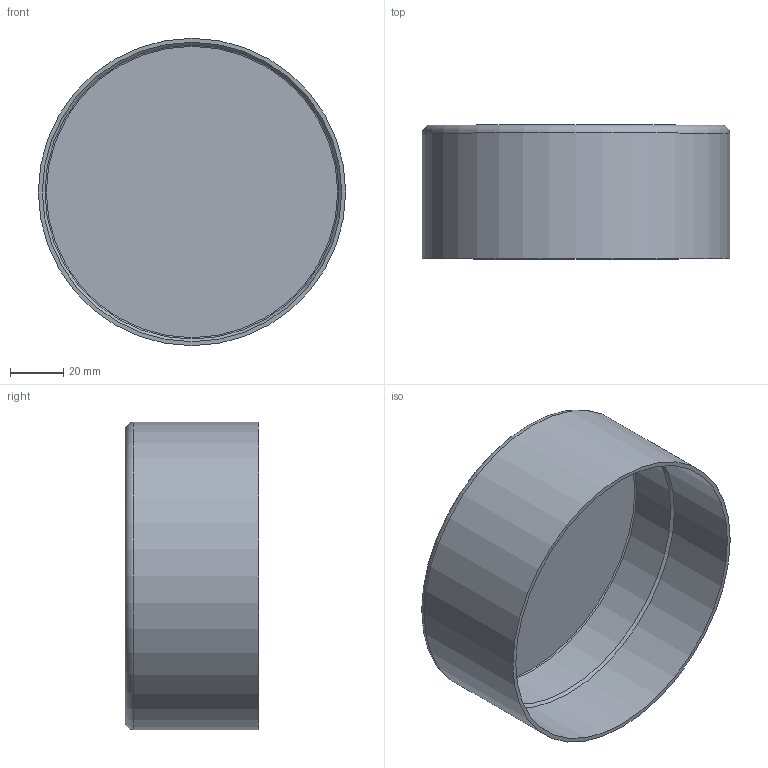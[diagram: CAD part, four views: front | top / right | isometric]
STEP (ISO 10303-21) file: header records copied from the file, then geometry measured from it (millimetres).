
FILE_DESCRIPTION (( 'STEP AP214' ), '1' );
FILE_NAME ('CTA12D-Z110-K02 Çàãëóøêà äëÿ äâóñòåííîé òðóáû d110.STEP', '2016-06-21T08:31:34', ( '' ), ( '' ), 'SwSTEP 2.0', 'SolidWorks 2014', '' );
FILE_SCHEMA (( 'AUTOMOTIVE_DESIGN' ));
Length unit declared in the file: millimetre
Products named in the file (1): CTA12D-Z110-K02 Çàãëóøêà äëÿ äâóñòåííîé òðóáû d110
Bounding box: 115 x 50 x 115 mm (x, y, z)
Volume: 57327.9 mm3; surface area: 54684.1 mm2
Topology: 1 solids, 1 shells, 9 faces, 15 edges, 9 vertices
Faces by surface type: cylinder 3, plane 3, torus 2, cone 1
Full cylindrical faces by diameter (mm): 110 x1, 112 x1, 115 x1
Entity records: 208 total; most frequent: DIRECTION 36, CARTESIAN_POINT 26, AXIS2_PLACEMENT_3D 18, ORIENTED_EDGE 16, EDGE_LOOP 16, FACE_OUTER_BOUND 14, ADVANCED_FACE 9, EDGE_CURVE 8
